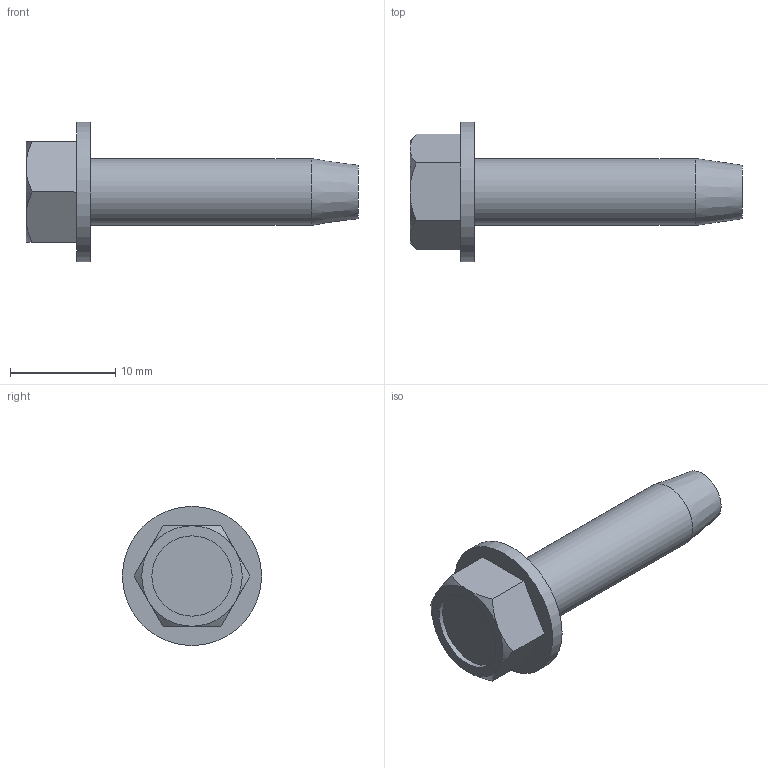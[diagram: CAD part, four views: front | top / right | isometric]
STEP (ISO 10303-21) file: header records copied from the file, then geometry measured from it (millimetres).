
FILE_DESCRIPTION(/* description */ ('Plain Indented Hex Washer Head Tapping Screw - Type C - Inch'),/* implementation_level */ '2;1');
FILE_NAME(/* name */ 'DBK_250-20x1RollingScrew_am-1182.ipt.step',/* time_stamp */ '2014-01-07T10:54:59-08:00',/* author */ ('Autodesk Inc.'),/* organization */ ('Autodesk Inc.'),/* preprocessor_version */ 'ST-DEVELOPER v15.2',/* originating_system */ 'Autodesk Inventor 2014',/* authorisation */ '');
FILE_SCHEMA (('AUTOMOTIVE_DESIGN { 1 0 10303 214 3 1 1 }'));
Length unit declared in the file: inch
Products named in the file (1): DBK_250-20x1RollingScrew_am-1182
Bounding box: 31.5 x 13.21 x 13.21 mm (x, y, z)
Volume: 1308.1 mm3; surface area: 980.3 mm2
Topology: 1 solids, 1 shells, 21 faces, 41 edges, 25 vertices
Faces by surface type: plane 11, sphere 6, cylinder 3, cone 1
Full cylindrical faces by diameter (mm): 6.35 x1, 7.62 x1, 13.208 x1
Entity records: 547 total; most frequent: DIRECTION 106, CARTESIAN_POINT 84, ORIENTED_EDGE 74, AXIS2_PLACEMENT_3D 47, EDGE_CURVE 37, EDGE_LOOP 28, CIRCLE 25, VERTEX_POINT 25
